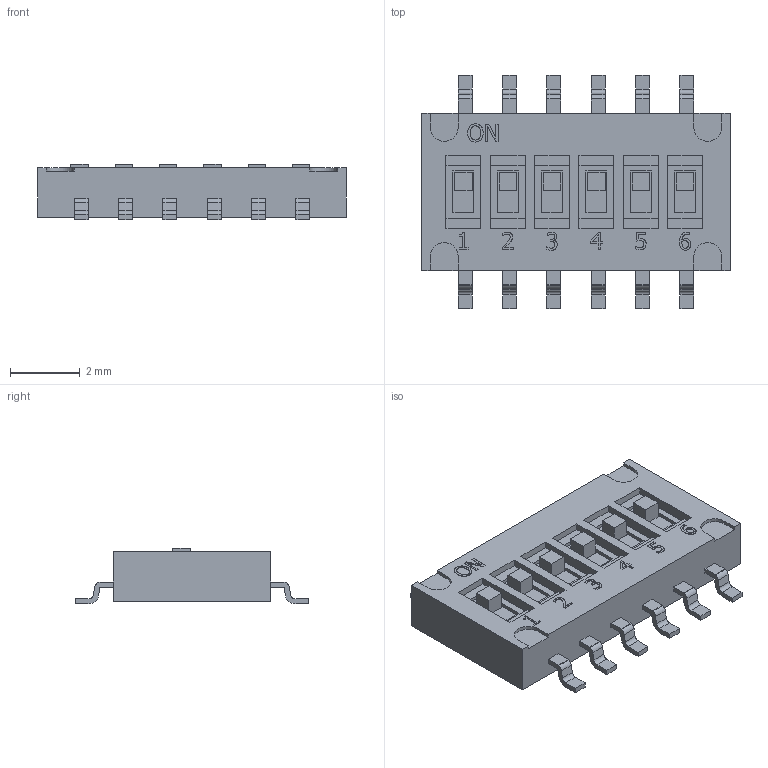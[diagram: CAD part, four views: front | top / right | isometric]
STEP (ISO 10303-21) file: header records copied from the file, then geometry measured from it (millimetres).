
FILE_DESCRIPTION (( 'STEP AP214' ), '1' );
FILE_NAME ('User Library-MCDHN-06.STEP', '2020-04-03T15:31:01', ( '' ), ( '' ), 'SwSTEP 2.0', 'SolidWorks 2019', '' );
FILE_SCHEMA (( 'AUTOMOTIVE_DESIGN' ));
Length unit declared in the file: millimetre
Products named in the file (1): User Library-MCDHN-06
Bounding box: 8.85 x 6.7 x 1.59 mm (x, y, z)
Volume: 54.2 mm3; surface area: 155.6 mm2
Topology: 1 solids, 1 shells, 449 faces, 1218 edges, 812 vertices
Faces by surface type: plane 320, bspline 77, cylinder 52
Entity records: 19371 total; most frequent: CARTESIAN_POINT 3481, ORIENTED_EDGE 2436, DIRECTION 1914, EDGE_CURVE 1218, LINE 960, VECTOR 960, VERTEX_POINT 812, EDGE_LOOP 490
